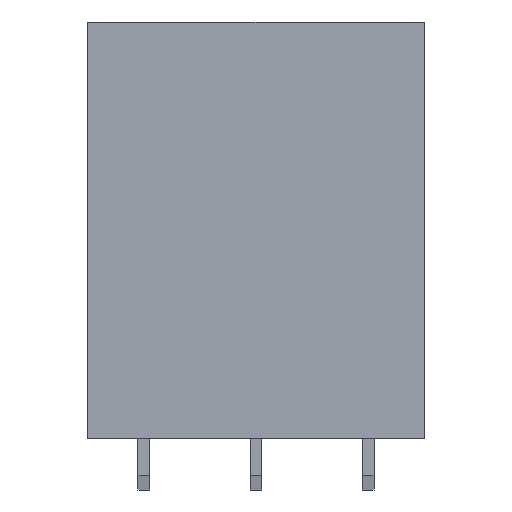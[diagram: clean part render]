
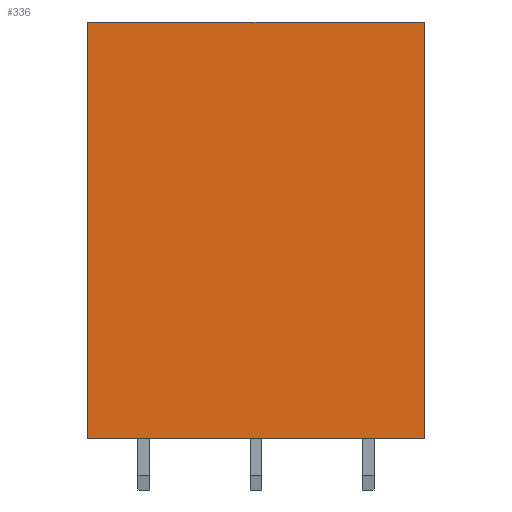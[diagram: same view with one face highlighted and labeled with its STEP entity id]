
A CAD part, front view. The second image highlights one B-rep face of the part: STEP entity #336.
In plain terms, the highlighted planar face has unit normal (0, -1, 0).
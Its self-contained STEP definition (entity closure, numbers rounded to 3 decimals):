
#309=AXIS2_PLACEMENT_3D('Plane Axis2P3D',#306,#307,#308) ;
#80=CARTESIAN_POINT('Vertex',(22.86,0.,3.5)) ;
#83=CARTESIAN_POINT('Line Origine',(11.43,0.,3.5)) ;
#87=CARTESIAN_POINT('Vertex',(0.,0.,3.5)) ;
#306=CARTESIAN_POINT('Axis2P3D Location',(0.,0.,31.8)) ;
#311=CARTESIAN_POINT('Line Origine',(22.86,0.,17.65)) ;
#315=CARTESIAN_POINT('Vertex',(22.86,0.,31.8)) ;
#318=CARTESIAN_POINT('Line Origine',(11.43,0.,31.8)) ;
#322=CARTESIAN_POINT('Vertex',(0.,0.,31.8)) ;
#325=CARTESIAN_POINT('Line Origine',(0.,0.,17.65)) ;
#84=DIRECTION('Vector Direction',(1.,0.,0.)) ;
#307=DIRECTION('Axis2P3D Direction',(0.,-1.,0.)) ;
#308=DIRECTION('Axis2P3D XDirection',(0.,-0.,-1.)) ;
#312=DIRECTION('Vector Direction',(0.,0.,-1.)) ;
#319=DIRECTION('Vector Direction',(1.,0.,0.)) ;
#326=DIRECTION('Vector Direction',(0.,0.,-1.)) ;
#85=VECTOR('Line Direction',#84,1.) ;
#313=VECTOR('Line Direction',#312,1.) ;
#320=VECTOR('Line Direction',#319,1.) ;
#327=VECTOR('Line Direction',#326,1.) ;
#331=ORIENTED_EDGE('',*,*,#317,.T.) ;
#332=ORIENTED_EDGE('',*,*,#324,.F.) ;
#333=ORIENTED_EDGE('',*,*,#329,.F.) ;
#334=ORIENTED_EDGE('',*,*,#89,.T.) ;
#336=ADVANCED_FACE('HOUSING',(#335),#310,.T.) ;
#89=EDGE_CURVE('',#88,#81,#86,.T.) ;
#317=EDGE_CURVE('',#81,#316,#314,.F.) ;
#324=EDGE_CURVE('',#323,#316,#321,.T.) ;
#329=EDGE_CURVE('',#88,#323,#328,.F.) ;
#330=EDGE_LOOP('',(#331,#332,#333,#334)) ;
#335=FACE_OUTER_BOUND('',#330,.T.) ;
#86=LINE('Line',#83,#85) ;
#314=LINE('Line',#311,#313) ;
#321=LINE('Line',#318,#320) ;
#328=LINE('Line',#325,#327) ;
#310=PLANE('',#309) ;
#81=VERTEX_POINT('',#80) ;
#88=VERTEX_POINT('',#87) ;
#316=VERTEX_POINT('',#315) ;
#323=VERTEX_POINT('',#322) ;
